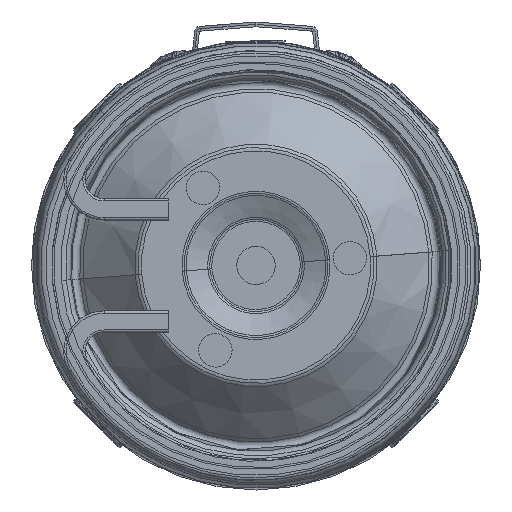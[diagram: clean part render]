
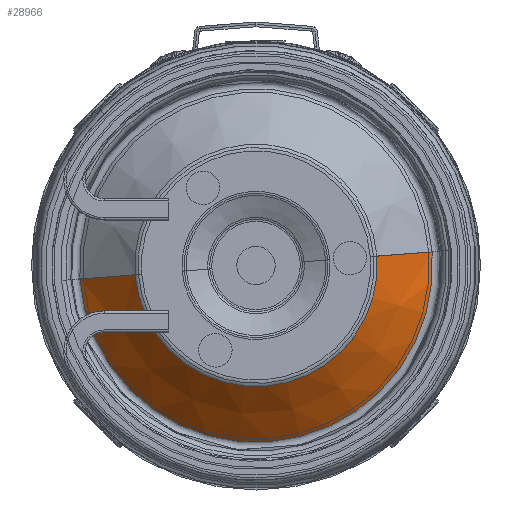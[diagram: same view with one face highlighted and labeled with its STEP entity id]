
A CAD part, front view. The second image highlights one B-rep face of the part: STEP entity #28966.
In plain terms, the highlighted conical face has half-angle 46.546 degrees and reference radius 25.375 mm.
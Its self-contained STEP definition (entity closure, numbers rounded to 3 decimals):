
#815 = DIRECTION ( 'NONE',  ( 0., 0., 1. ) ) ;
#2288 = CARTESIAN_POINT ( 'NONE',  ( 0., 0.548, 25.376 ) ) ;
#2673 = EDGE_CURVE ( 'NONE', #27330, #21768, #20325, .T. ) ;
#2956 = EDGE_CURVE ( 'NONE', #27330, #9081, #19592, .T. ) ;
#4055 = FACE_OUTER_BOUND ( 'NONE', #29207, .T. ) ;
#4452 = ORIENTED_EDGE ( 'NONE', *, *, #34689, .T. ) ;
#5667 = AXIS2_PLACEMENT_3D ( 'NONE', #14542, #29814, #8934 ) ;
#5809 = VERTEX_POINT ( 'NONE', #17223 ) ;
#8153 = CARTESIAN_POINT ( 'NONE',  ( 0., 11.526, -36.962 ) ) ;
#8203 = CIRCLE ( 'NONE', #5667, 36.962 ) ;
#8934 = DIRECTION ( 'NONE',  ( 0., 0., 1. ) ) ;
#9081 = VERTEX_POINT ( 'NONE', #2288 ) ;
#10072 = DIRECTION ( 'NONE',  ( 0., 0., 1. ) ) ;
#12934 = CARTESIAN_POINT ( 'NONE',  ( 0., 0.548, -25.376 ) ) ;
#14005 = VECTOR ( 'NONE', #29304, 1000. ) ;
#14239 = CARTESIAN_POINT ( 'NONE',  ( 0., 0.548, 25.376 ) ) ;
#14542 = CARTESIAN_POINT ( 'NONE',  ( 0., 11.526, 0. ) ) ;
#16264 = CARTESIAN_POINT ( 'NONE',  ( 0., 0.548, 0. ) ) ;
#17223 = CARTESIAN_POINT ( 'NONE',  ( 0., 11.526, 36.962 ) ) ;
#18272 = CONICAL_SURFACE ( 'NONE', #33003, 25.376, 0.812 ) ;
#19307 = DIRECTION ( 'NONE',  ( 0., 1., 0. ) ) ;
#19592 = CIRCLE ( 'NONE', #26653, 25.376 ) ;
#19802 = EDGE_CURVE ( 'NONE', #21768, #5809, #8203, .T. ) ;
#20325 = LINE ( 'NONE', #38353, #39210 ) ;
#21768 = VERTEX_POINT ( 'NONE', #8153 ) ;
#23205 = ORIENTED_EDGE ( 'NONE', *, *, #2956, .T. ) ;
#26328 = DIRECTION ( 'NONE',  ( 0., 0.688, -0.726 ) ) ;
#26653 = AXIS2_PLACEMENT_3D ( 'NONE', #29781, #19307, #10072 ) ;
#27330 = VERTEX_POINT ( 'NONE', #12934 ) ;
#28326 = DIRECTION ( 'NONE',  ( 0., 1., 0. ) ) ;
#28966 = ADVANCED_FACE ( 'NONE', ( #4055 ), #18272, .T. ) ;
#29114 = LINE ( 'NONE', #14239, #14005 ) ;
#29207 = EDGE_LOOP ( 'NONE', ( #36526, #23205, #4452, #30575 ) ) ;
#29304 = DIRECTION ( 'NONE',  ( 0., 0.688, 0.726 ) ) ;
#29781 = CARTESIAN_POINT ( 'NONE',  ( 0., 0.548, 0. ) ) ;
#29814 = DIRECTION ( 'NONE',  ( 0., 1., 0. ) ) ;
#30575 = ORIENTED_EDGE ( 'NONE', *, *, #19802, .F. ) ;
#33003 = AXIS2_PLACEMENT_3D ( 'NONE', #16264, #28326, #815 ) ;
#34689 = EDGE_CURVE ( 'NONE', #9081, #5809, #29114, .T. ) ;
#36526 = ORIENTED_EDGE ( 'NONE', *, *, #2673, .F. ) ;
#38353 = CARTESIAN_POINT ( 'NONE',  ( 0., 0.548, -25.376 ) ) ;
#39210 = VECTOR ( 'NONE', #26328, 1000. ) ;
